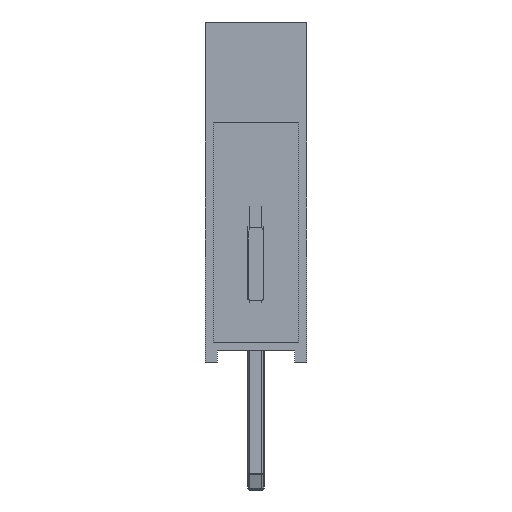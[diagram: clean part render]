
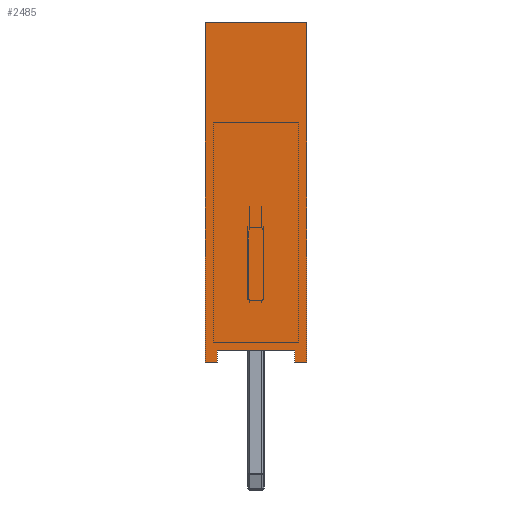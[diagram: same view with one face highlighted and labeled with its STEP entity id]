
A CAD part, left-side view. The second image highlights one B-rep face of the part: STEP entity #2485.
In plain terms, the highlighted planar face has unit normal (-1, 0, 0).
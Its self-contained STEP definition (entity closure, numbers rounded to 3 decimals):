
#389=FACE_OUTER_BOUND('',#540,.T.);
#540=EDGE_LOOP('',(#1641,#1642,#1643,#1644,#1645,#1646,#1647,#1648));
#706=LINE('',#3885,#892);
#708=LINE('',#3891,#894);
#711=LINE('',#3896,#897);
#716=LINE('',#3910,#902);
#717=LINE('',#3913,#903);
#720=LINE('',#3919,#906);
#721=LINE('',#3921,#907);
#722=LINE('',#3922,#908);
#892=VECTOR('',#3035,10.);
#894=VECTOR('',#3039,10.);
#897=VECTOR('',#3044,10.);
#902=VECTOR('',#3059,10.);
#903=VECTOR('',#3062,10.);
#906=VECTOR('',#3067,10.);
#907=VECTOR('',#3068,10.);
#908=VECTOR('',#3069,10.);
#1076=VERTEX_POINT('',#3879);
#1078=VERTEX_POINT('',#3883);
#1079=VERTEX_POINT('',#3887);
#1081=VERTEX_POINT('',#3890);
#1086=VERTEX_POINT('',#3908);
#1087=VERTEX_POINT('',#3912);
#1089=VERTEX_POINT('',#3918);
#1090=VERTEX_POINT('',#3920);
#1274=EDGE_CURVE('',#1076,#1078,#706,.T.);
#1276=EDGE_CURVE('',#1081,#1079,#708,.T.);
#1279=EDGE_CURVE('',#1078,#1081,#711,.T.);
#1288=EDGE_CURVE('',#1079,#1086,#716,.T.);
#1289=EDGE_CURVE('',#1087,#1076,#717,.T.);
#1292=EDGE_CURVE('',#1086,#1089,#720,.T.);
#1293=EDGE_CURVE('',#1090,#1089,#721,.T.);
#1294=EDGE_CURVE('',#1087,#1090,#722,.T.);
#1641=ORIENTED_EDGE('',*,*,#1274,.T.);
#1642=ORIENTED_EDGE('',*,*,#1279,.T.);
#1643=ORIENTED_EDGE('',*,*,#1276,.T.);
#1644=ORIENTED_EDGE('',*,*,#1288,.T.);
#1645=ORIENTED_EDGE('',*,*,#1292,.T.);
#1646=ORIENTED_EDGE('',*,*,#1293,.F.);
#1647=ORIENTED_EDGE('',*,*,#1294,.F.);
#1648=ORIENTED_EDGE('',*,*,#1289,.T.);
#2289=PLANE('',#2693);
#2485=ADVANCED_FACE('',(#389),#2289,.T.);
#2693=AXIS2_PLACEMENT_3D('',#3917,#3065,#3066);
#3035=DIRECTION('',(0.,0.,1.));
#3039=DIRECTION('',(0.,0.,-1.));
#3044=DIRECTION('',(0.,-1.,0.));
#3059=DIRECTION('',(0.,-1.,0.));
#3062=DIRECTION('',(0.,-1.,0.));
#3065=DIRECTION('center_axis',(-1.,0.,0.));
#3066=DIRECTION('ref_axis',(0.,-1.,0.));
#3067=DIRECTION('',(0.,0.,1.));
#3068=DIRECTION('',(0.,-1.,0.));
#3069=DIRECTION('',(0.,0.,1.));
#3879=CARTESIAN_POINT('',(-1.27,0.97,0.));
#3883=CARTESIAN_POINT('',(-1.27,0.97,0.3));
#3885=CARTESIAN_POINT('',(-1.27,0.97,0.));
#3887=CARTESIAN_POINT('',(-1.27,-0.97,0.));
#3890=CARTESIAN_POINT('',(-1.27,-0.97,0.3));
#3891=CARTESIAN_POINT('',(-1.27,-0.97,0.));
#3896=CARTESIAN_POINT('',(-1.27,0.635,0.3));
#3908=CARTESIAN_POINT('',(-1.27,-1.27,0.));
#3910=CARTESIAN_POINT('',(-1.27,1.27,0.));
#3912=CARTESIAN_POINT('',(-1.27,1.27,0.));
#3913=CARTESIAN_POINT('',(-1.27,1.27,0.));
#3917=CARTESIAN_POINT('Origin',(-1.27,1.27,0.));
#3918=CARTESIAN_POINT('',(-1.27,-1.27,8.5));
#3919=CARTESIAN_POINT('',(-1.27,-1.27,0.));
#3920=CARTESIAN_POINT('',(-1.27,1.27,8.5));
#3921=CARTESIAN_POINT('',(-1.27,1.27,8.5));
#3922=CARTESIAN_POINT('',(-1.27,1.27,0.));
